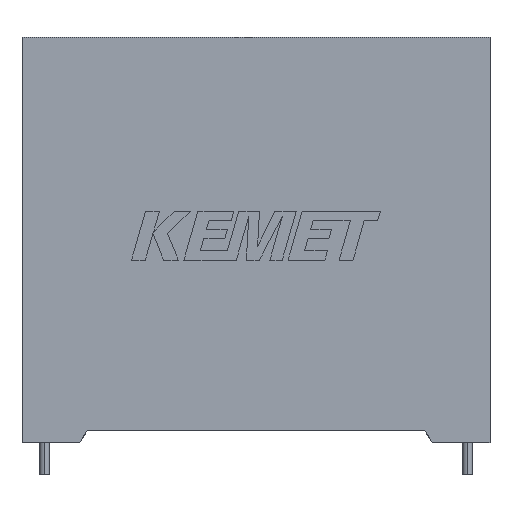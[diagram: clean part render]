
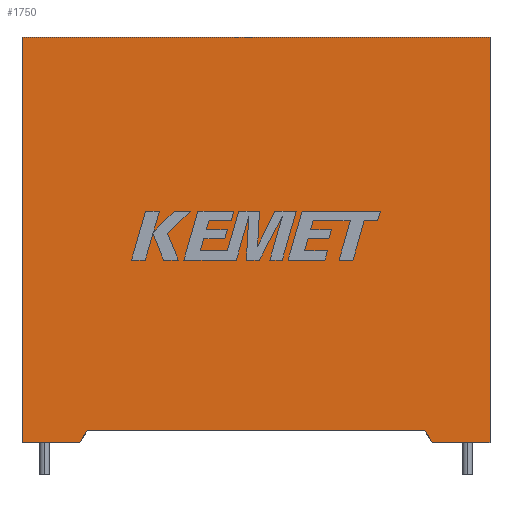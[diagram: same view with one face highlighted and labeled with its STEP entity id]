
A CAD part, top view. The second image highlights one B-rep face of the part: STEP entity #1750.
In plain terms, the highlighted planar face has unit normal (0, 0, 1).
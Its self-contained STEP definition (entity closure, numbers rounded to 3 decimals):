
#7 = DIRECTION ( 'NONE',  ( 1., 0., 0. ) ) ;
#35 = CARTESIAN_POINT ( 'NONE',  ( 58.1, 50.3, 35.5 ) ) ;
#46 = DIRECTION ( 'NONE',  ( 1., 0., 0. ) ) ;
#118 = LINE ( 'NONE', #1475, #1341 ) ;
#131 = CARTESIAN_POINT ( 'NONE',  ( 50., 1.479, 35.5 ) ) ;
#135 = FACE_OUTER_BOUND ( 'NONE', #492, .T. ) ;
#138 = CARTESIAN_POINT ( 'NONE',  ( 0., 0., 35.5 ) ) ;
#169 = EDGE_CURVE ( 'NONE', #974, #3135, #2093, .T. ) ;
#197 = EDGE_CURVE ( 'NONE', #1819, #974, #118, .T. ) ;
#238 = EDGE_CURVE ( 'NONE', #1317, #771, #807, .T. ) ;
#274 = CARTESIAN_POINT ( 'NONE',  ( 0., 0., 35.5 ) ) ;
#288 = ORIENTED_EDGE ( 'NONE', *, *, #2608, .T. ) ;
#426 = EDGE_CURVE ( 'NONE', #3135, #1317, #1640, .T. ) ;
#492 = EDGE_LOOP ( 'NONE', ( #1424, #782, #288, #2070, #2489, #606, #2677, #1236 ) ) ;
#523 = VERTEX_POINT ( 'NONE', #2788 ) ;
#534 = CARTESIAN_POINT ( 'NONE',  ( 0., 50.3, 35.5 ) ) ;
#535 = VECTOR ( 'NONE', #840, 1000. ) ;
#562 = CARTESIAN_POINT ( 'NONE',  ( 7.2, 0., 35.5 ) ) ;
#606 = ORIENTED_EDGE ( 'NONE', *, *, #426, .T. ) ;
#698 = AXIS2_PLACEMENT_3D ( 'NONE', #138, #2811, #1366 ) ;
#743 = CARTESIAN_POINT ( 'NONE',  ( 58.1, 0., 35.5 ) ) ;
#744 = VERTEX_POINT ( 'NONE', #2990 ) ;
#763 = LINE ( 'NONE', #1348, #3116 ) ;
#771 = VERTEX_POINT ( 'NONE', #562 ) ;
#782 = ORIENTED_EDGE ( 'NONE', *, *, #1618, .T. ) ;
#795 = CARTESIAN_POINT ( 'NONE',  ( 50.9, 0., 35.5 ) ) ;
#807 = LINE ( 'NONE', #3139, #1519 ) ;
#825 = DIRECTION ( 'NONE',  ( 0., -1., 0. ) ) ;
#840 = DIRECTION ( 'NONE',  ( -0.52, -0.854, 0. ) ) ;
#974 = VERTEX_POINT ( 'NONE', #35 ) ;
#1034 = EDGE_CURVE ( 'NONE', #744, #771, #1674, .T. ) ;
#1236 = ORIENTED_EDGE ( 'NONE', *, *, #1034, .F. ) ;
#1300 = VECTOR ( 'NONE', #825, 1000. ) ;
#1317 = VERTEX_POINT ( 'NONE', #2129 ) ;
#1325 = DIRECTION ( 'NONE',  ( 0.52, -0.854, 0. ) ) ;
#1341 = VECTOR ( 'NONE', #2442, 1000. ) ;
#1348 = CARTESIAN_POINT ( 'NONE',  ( 29.05, 1.479, 35.5 ) ) ;
#1366 = DIRECTION ( 'NONE',  ( -1., 0., 0. ) ) ;
#1379 = VECTOR ( 'NONE', #46, 1000. ) ;
#1424 = ORIENTED_EDGE ( 'NONE', *, *, #2855, .F. ) ;
#1442 = CARTESIAN_POINT ( 'NONE',  ( 0., 50.3, 35.5 ) ) ;
#1475 = CARTESIAN_POINT ( 'NONE',  ( 58.1, 0., 35.5 ) ) ;
#1519 = VECTOR ( 'NONE', #7, 1000. ) ;
#1618 = EDGE_CURVE ( 'NONE', #523, #2626, #2947, .T. ) ;
#1640 = LINE ( 'NONE', #2266, #1300 ) ;
#1674 = LINE ( 'NONE', #2016, #535 ) ;
#1750 = ADVANCED_FACE ( 'NONE', ( #135 ), #1820, .F. ) ;
#1819 = VERTEX_POINT ( 'NONE', #743 ) ;
#1820 = PLANE ( 'NONE',  #698 ) ;
#1834 = LINE ( 'NONE', #274, #1379 ) ;
#1841 = DIRECTION ( 'NONE',  ( -1., 0., 0. ) ) ;
#2016 = CARTESIAN_POINT ( 'NONE',  ( 8.1, 1.479, 35.5 ) ) ;
#2070 = ORIENTED_EDGE ( 'NONE', *, *, #197, .T. ) ;
#2093 = LINE ( 'NONE', #1442, #2700 ) ;
#2129 = CARTESIAN_POINT ( 'NONE',  ( 0., 0., 35.5 ) ) ;
#2266 = CARTESIAN_POINT ( 'NONE',  ( 0., 0., 35.5 ) ) ;
#2442 = DIRECTION ( 'NONE',  ( 0., 1., 0. ) ) ;
#2489 = ORIENTED_EDGE ( 'NONE', *, *, #169, .T. ) ;
#2608 = EDGE_CURVE ( 'NONE', #2626, #1819, #1834, .T. ) ;
#2626 = VERTEX_POINT ( 'NONE', #795 ) ;
#2642 = DIRECTION ( 'NONE',  ( -1., 0., 0. ) ) ;
#2677 = ORIENTED_EDGE ( 'NONE', *, *, #238, .T. ) ;
#2700 = VECTOR ( 'NONE', #2642, 1000. ) ;
#2719 = VECTOR ( 'NONE', #1325, 1000. ) ;
#2788 = CARTESIAN_POINT ( 'NONE',  ( 50., 1.479, 35.5 ) ) ;
#2811 = DIRECTION ( 'NONE',  ( 0., 0., -1. ) ) ;
#2855 = EDGE_CURVE ( 'NONE', #523, #744, #763, .T. ) ;
#2947 = LINE ( 'NONE', #131, #2719 ) ;
#2990 = CARTESIAN_POINT ( 'NONE',  ( 8.1, 1.479, 35.5 ) ) ;
#3116 = VECTOR ( 'NONE', #1841, 1000. ) ;
#3135 = VERTEX_POINT ( 'NONE', #534 ) ;
#3139 = CARTESIAN_POINT ( 'NONE',  ( 0., 0., 35.5 ) ) ;
